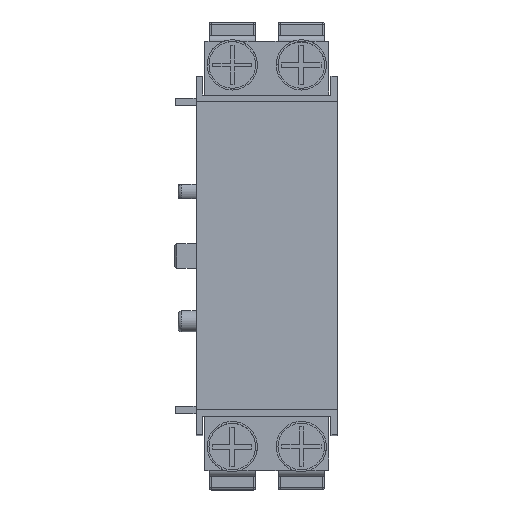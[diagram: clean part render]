
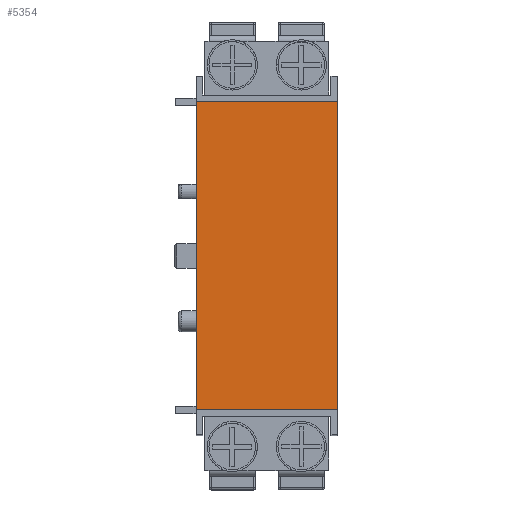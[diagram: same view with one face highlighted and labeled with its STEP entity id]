
A CAD part, top view. The second image highlights one B-rep face of the part: STEP entity #5354.
In plain terms, the highlighted planar face has unit normal (0, 0, 1).
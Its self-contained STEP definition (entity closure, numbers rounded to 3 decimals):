
#9=DIRECTION('',(0.,-1.,0.));
#10=VECTOR('',#9,43.);
#11=CARTESIAN_POINT('',(-9.85,21.5,21.5));
#12=LINE('',#11,#10);
#365=DIRECTION('',(0.,-1.,0.));
#366=VECTOR('',#365,43.);
#367=CARTESIAN_POINT('',(9.85,21.5,21.5));
#368=LINE('',#367,#366);
#469=DIRECTION('',(1.,0.,0.));
#470=VECTOR('',#469,19.7);
#471=CARTESIAN_POINT('',(-9.85,21.5,21.5));
#472=LINE('',#471,#470);
#473=DIRECTION('',(1.,0.,0.));
#474=VECTOR('',#473,19.7);
#475=CARTESIAN_POINT('',(-9.85,-21.5,21.5));
#476=LINE('',#475,#474);
#3833=CARTESIAN_POINT('',(-9.85,21.5,21.5));
#3834=VERTEX_POINT('',#3833);
#3835=CARTESIAN_POINT('',(-9.85,-21.5,21.5));
#3836=VERTEX_POINT('',#3835);
#3857=CARTESIAN_POINT('',(9.85,21.5,21.5));
#3858=VERTEX_POINT('',#3857);
#3859=CARTESIAN_POINT('',(9.85,-21.5,21.5));
#3860=VERTEX_POINT('',#3859);
#5342=CARTESIAN_POINT('',(-9.85,21.5,21.5));
#5343=DIRECTION('',(0.,0.,1.));
#5344=DIRECTION('',(0.,-1.,0.));
#5345=AXIS2_PLACEMENT_3D('',#5342,#5343,#5344);
#5346=PLANE('',#5345);
#5347=ORIENTED_EDGE('',*,*,#4972,.F.);
#5348=ORIENTED_EDGE('',*,*,#5337,.T.);
#5349=ORIENTED_EDGE('',*,*,#5212,.T.);
#5351=ORIENTED_EDGE('',*,*,#5350,.F.);
#5352=EDGE_LOOP('',(#5347,#5348,#5349,#5351));
#5353=FACE_OUTER_BOUND('',#5352,.F.);
#5354=ADVANCED_FACE('',(#5353),#5346,.T.);
#4972=EDGE_CURVE('',#3834,#3836,#12,.T.);
#5212=EDGE_CURVE('',#3858,#3860,#368,.T.);
#5337=EDGE_CURVE('',#3834,#3858,#472,.T.);
#5350=EDGE_CURVE('',#3836,#3860,#476,.T.);
